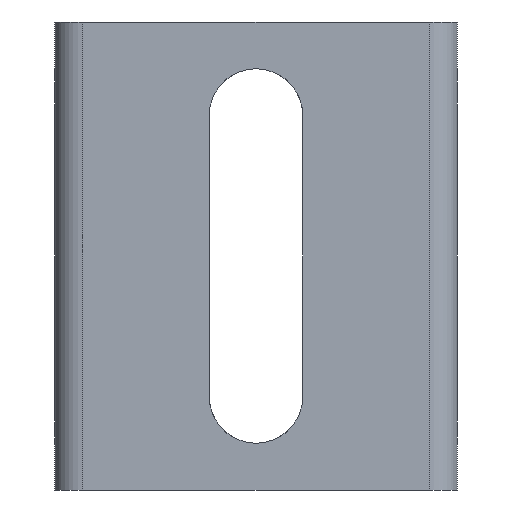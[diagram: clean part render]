
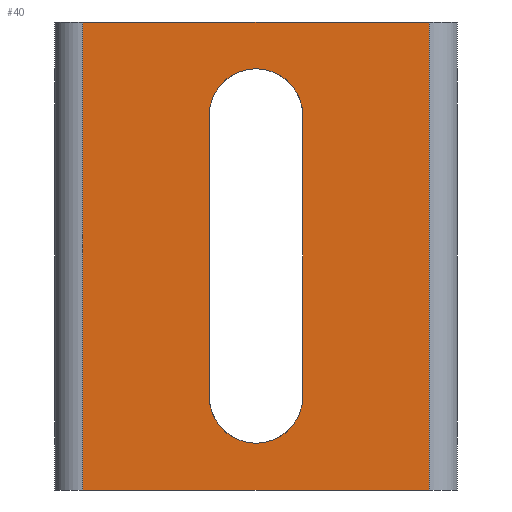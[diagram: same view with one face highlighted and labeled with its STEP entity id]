
A CAD part, left-side view. The second image highlights one B-rep face of the part: STEP entity #40.
In plain terms, the highlighted planar face has unit normal (-1, 0, 0).
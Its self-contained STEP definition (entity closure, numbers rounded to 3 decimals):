
#5 = DIRECTION ( 'NONE',  ( 0., 0., 1. ) ) ;
#40 = ADVANCED_FACE ( 'NONE', ( #279, #251 ), #127, .F. ) ;
#43 = VECTOR ( 'NONE', #1913, 1000. ) ;
#72 = EDGE_CURVE ( 'NONE', #385, #1880, #265, .T. ) ;
#82 = DIRECTION ( 'NONE',  ( -1., 0., 0. ) ) ;
#127 = PLANE ( 'NONE',  #764 ) ;
#128 = ORIENTED_EDGE ( 'NONE', *, *, #72, .F. ) ;
#156 = VECTOR ( 'NONE', #160, 1000. ) ;
#160 = DIRECTION ( 'NONE',  ( 0., 0., -1. ) ) ;
#214 = ORIENTED_EDGE ( 'NONE', *, *, #317, .F. ) ;
#246 = CARTESIAN_POINT ( 'NONE',  ( -21.5, -18.5, 0. ) ) ;
#251 = FACE_OUTER_BOUND ( 'NONE', #1435, .T. ) ;
#252 = AXIS2_PLACEMENT_3D ( 'NONE', #1307, #1144, #841 ) ;
#265 = LINE ( 'NONE', #879, #156 ) ;
#269 = LINE ( 'NONE', #723, #43 ) ;
#279 = FACE_BOUND ( 'NONE', #1210, .T. ) ;
#295 = EDGE_CURVE ( 'NONE', #718, #1351, #1600, .T. ) ;
#317 = EDGE_CURVE ( 'NONE', #1880, #1267, #1023, .T. ) ;
#323 = DIRECTION ( 'NONE',  ( 0., 0., -1. ) ) ;
#329 = CARTESIAN_POINT ( 'NONE',  ( -21.5, 18.5, 50. ) ) ;
#344 = LINE ( 'NONE', #920, #1161 ) ;
#346 = CARTESIAN_POINT ( 'NONE',  ( -21.5, -0.01, 5. ) ) ;
#385 = VERTEX_POINT ( 'NONE', #1135 ) ;
#390 = ORIENTED_EDGE ( 'NONE', *, *, #1798, .T. ) ;
#409 = DIRECTION ( 'NONE',  ( 0., -1., 0. ) ) ;
#425 = ORIENTED_EDGE ( 'NONE', *, *, #295, .F. ) ;
#434 = ORIENTED_EDGE ( 'NONE', *, *, #1120, .F. ) ;
#438 = CARTESIAN_POINT ( 'NONE',  ( -21.5, 18.5, 50. ) ) ;
#467 = CARTESIAN_POINT ( 'NONE',  ( -21.5, 0.01, 40.01 ) ) ;
#508 = DIRECTION ( 'NONE',  ( 0., 0., 1. ) ) ;
#514 = ORIENTED_EDGE ( 'NONE', *, *, #650, .F. ) ;
#515 = DIRECTION ( 'NONE',  ( -1., 0., 0. ) ) ;
#548 = LINE ( 'NONE', #1321, #1253 ) ;
#551 = AXIS2_PLACEMENT_3D ( 'NONE', #1746, #515, #1455 ) ;
#583 = VERTEX_POINT ( 'NONE', #1110 ) ;
#593 = DIRECTION ( 'NONE',  ( 1., 0., 0. ) ) ;
#642 = CARTESIAN_POINT ( 'NONE',  ( -21.5, -18.5, 50. ) ) ;
#650 = EDGE_CURVE ( 'NONE', #1959, #583, #1567, .T. ) ;
#659 = CARTESIAN_POINT ( 'NONE',  ( -21.5, -5., 40.01 ) ) ;
#718 = VERTEX_POINT ( 'NONE', #659 ) ;
#723 = CARTESIAN_POINT ( 'NONE',  ( -21.5, -0.01, 45. ) ) ;
#742 = CARTESIAN_POINT ( 'NONE',  ( -21.5, -18.5, 50. ) ) ;
#743 = VERTEX_POINT ( 'NONE', #346 ) ;
#764 = AXIS2_PLACEMENT_3D ( 'NONE', #742, #593, #1808 ) ;
#771 = LINE ( 'NONE', #329, #1061 ) ;
#810 = CARTESIAN_POINT ( 'NONE',  ( -21.5, -18.5, 50. ) ) ;
#841 = DIRECTION ( 'NONE',  ( 0., 0., -1. ) ) ;
#879 = CARTESIAN_POINT ( 'NONE',  ( -21.5, 5., 9.99 ) ) ;
#907 = AXIS2_PLACEMENT_3D ( 'NONE', #467, #1843, #1217 ) ;
#920 = CARTESIAN_POINT ( 'NONE',  ( -21.5, -5., 9.99 ) ) ;
#924 = ORIENTED_EDGE ( 'NONE', *, *, #1793, .F. ) ;
#959 = LINE ( 'NONE', #642, #1513 ) ;
#1013 = LINE ( 'NONE', #246, #1736 ) ;
#1021 = ORIENTED_EDGE ( 'NONE', *, *, #1644, .F. ) ;
#1023 = CIRCLE ( 'NONE', #252, 4.99 ) ;
#1061 = VECTOR ( 'NONE', #1572, 1000. ) ;
#1110 = CARTESIAN_POINT ( 'NONE',  ( -21.5, -18.5, 0. ) ) ;
#1120 = EDGE_CURVE ( 'NONE', #1584, #718, #344, .T. ) ;
#1126 = CARTESIAN_POINT ( 'NONE',  ( -21.5, 0.01, 45. ) ) ;
#1135 = CARTESIAN_POINT ( 'NONE',  ( -21.5, 5., 40.01 ) ) ;
#1141 = ORIENTED_EDGE ( 'NONE', *, *, #1298, .F. ) ;
#1144 = DIRECTION ( 'NONE',  ( -1., 0., 0. ) ) ;
#1161 = VECTOR ( 'NONE', #5, 1000. ) ;
#1164 = CIRCLE ( 'NONE', #907, 4.99 ) ;
#1210 = EDGE_LOOP ( 'NONE', ( #128, #1900, #924, #425, #434, #1141, #1303, #214 ) ) ;
#1217 = DIRECTION ( 'NONE',  ( 0., 0., -1. ) ) ;
#1231 = CARTESIAN_POINT ( 'NONE',  ( -21.5, 18.5, 0. ) ) ;
#1253 = VECTOR ( 'NONE', #409, 1000. ) ;
#1267 = VERTEX_POINT ( 'NONE', #1874 ) ;
#1298 = EDGE_CURVE ( 'NONE', #743, #1584, #1671, .T. ) ;
#1303 = ORIENTED_EDGE ( 'NONE', *, *, #1423, .F. ) ;
#1307 = CARTESIAN_POINT ( 'NONE',  ( -21.5, 0.01, 9.99 ) ) ;
#1321 = CARTESIAN_POINT ( 'NONE',  ( -21.5, -0.01, 5. ) ) ;
#1338 = DIRECTION ( 'NONE',  ( 0., -1., 0. ) ) ;
#1351 = VERTEX_POINT ( 'NONE', #1601 ) ;
#1369 = CARTESIAN_POINT ( 'NONE',  ( -21.5, 5., 9.99 ) ) ;
#1423 = EDGE_CURVE ( 'NONE', #1267, #743, #548, .T. ) ;
#1424 = CARTESIAN_POINT ( 'NONE',  ( -21.5, -5., 9.99 ) ) ;
#1435 = EDGE_LOOP ( 'NONE', ( #390, #514, #1021, #1739 ) ) ;
#1455 = DIRECTION ( 'NONE',  ( 0., 0., -1. ) ) ;
#1512 = VERTEX_POINT ( 'NONE', #438 ) ;
#1513 = VECTOR ( 'NONE', #1859, 1000. ) ;
#1534 = AXIS2_PLACEMENT_3D ( 'NONE', #1590, #82, #508 ) ;
#1567 = LINE ( 'NONE', #1680, #1949 ) ;
#1572 = DIRECTION ( 'NONE',  ( 0., 0., -1. ) ) ;
#1584 = VERTEX_POINT ( 'NONE', #1424 ) ;
#1590 = CARTESIAN_POINT ( 'NONE',  ( -21.5, -0.01, 40.01 ) ) ;
#1600 = CIRCLE ( 'NONE', #1534, 4.99 ) ;
#1601 = CARTESIAN_POINT ( 'NONE',  ( -21.5, -0.01, 45. ) ) ;
#1604 = EDGE_CURVE ( 'NONE', #1512, #1645, #771, .T. ) ;
#1644 = EDGE_CURVE ( 'NONE', #1512, #1959, #959, .T. ) ;
#1645 = VERTEX_POINT ( 'NONE', #1231 ) ;
#1671 = CIRCLE ( 'NONE', #551, 4.99 ) ;
#1680 = CARTESIAN_POINT ( 'NONE',  ( -21.5, -18.5, 50. ) ) ;
#1730 = VERTEX_POINT ( 'NONE', #1126 ) ;
#1736 = VECTOR ( 'NONE', #1338, 1000. ) ;
#1739 = ORIENTED_EDGE ( 'NONE', *, *, #1604, .T. ) ;
#1746 = CARTESIAN_POINT ( 'NONE',  ( -21.5, -0.01, 9.99 ) ) ;
#1793 = EDGE_CURVE ( 'NONE', #1351, #1730, #269, .T. ) ;
#1798 = EDGE_CURVE ( 'NONE', #1645, #583, #1013, .T. ) ;
#1808 = DIRECTION ( 'NONE',  ( 0., 0., -1. ) ) ;
#1843 = DIRECTION ( 'NONE',  ( -1., 0., 0. ) ) ;
#1859 = DIRECTION ( 'NONE',  ( 0., -1., 0. ) ) ;
#1874 = CARTESIAN_POINT ( 'NONE',  ( -21.5, 0.01, 5. ) ) ;
#1880 = VERTEX_POINT ( 'NONE', #1369 ) ;
#1895 = EDGE_CURVE ( 'NONE', #1730, #385, #1164, .T. ) ;
#1900 = ORIENTED_EDGE ( 'NONE', *, *, #1895, .F. ) ;
#1913 = DIRECTION ( 'NONE',  ( 0., 1., 0. ) ) ;
#1949 = VECTOR ( 'NONE', #323, 1000. ) ;
#1959 = VERTEX_POINT ( 'NONE', #810 ) ;
